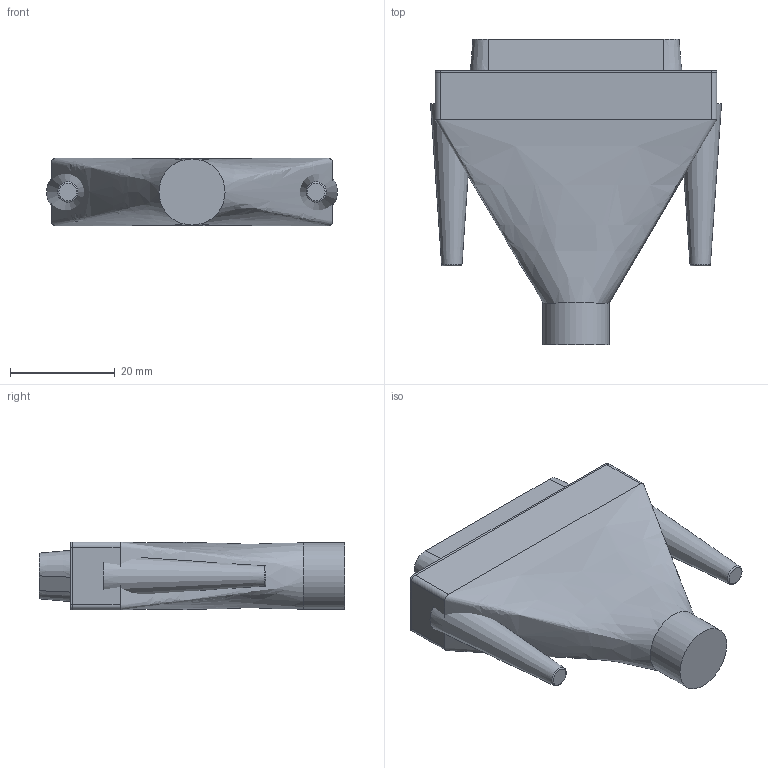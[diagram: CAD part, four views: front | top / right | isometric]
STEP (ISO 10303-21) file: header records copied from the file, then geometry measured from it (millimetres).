
FILE_DESCRIPTION(/* description */ (''),/* implementation_level */ '2;1');
FILE_NAME(/* name */ 'DB25_M_v3.step',/* time_stamp */ '2025-03-29T15:19:23+01:00',/* author */ (''),/* organization */ (''),/* preprocessor_version */ 'ST-DEVELOPER v20.1',/* originating_system */ 'Autodesk Translation Framework v14.4.0.0',/* authorisation */ '');
FILE_SCHEMA (('AUTOMOTIVE_DESIGN { 1 0 10303 214 3 1 1 }'));
Length unit declared in the file: millimetre
Products named in the file (3): DB25_M; Stecker; Plastik
Assembly tree (2 placements, depth 2):
  DB25_M
    Stecker
    Plastik
Bounding box: 55.64 x 58.47 x 13 mm (x, y, z)
Volume: 26235.7 mm3; surface area: 10505.3 mm2
Topology: 4 solids, 4 shells, 172 faces, 474 edges, 316 vertices
Faces by surface type: cylinder 67, sphere 50, plane 38, cone 14, torus 2, bspline 1
Full cylindrical faces by diameter (mm): 1 x50, 2.8 x2, 5 x2, 12.656 x1
Entity records: 5852 total; most frequent: CARTESIAN_POINT 1162, DIRECTION 1047, ORIENTED_EDGE 848, AXIS2_PLACEMENT_3D 446, EDGE_CURVE 424, VERTEX_POINT 316, CIRCLE 269, EDGE_LOOP 232
